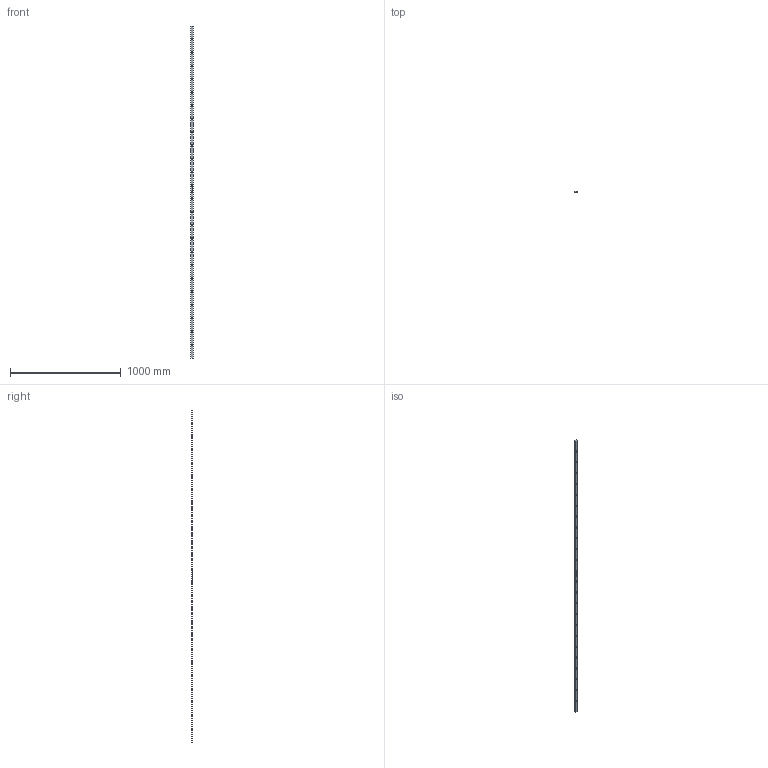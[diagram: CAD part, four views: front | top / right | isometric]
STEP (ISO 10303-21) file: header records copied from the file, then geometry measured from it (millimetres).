
FILE_DESCRIPTION (( 'STEP AP203' ), '1' );
FILE_NAME ('1669-83M.step', '2022-07-04T07:47:24', ( '' ), ( '' ), 'SwSTEP 2.0', 'SolidWorks 2018', '' );
FILE_SCHEMA (( 'CONFIG_CONTROL_DESIGN' ));
Length unit declared in the file: millimetre
Products named in the file (1): 1669-83M
Bounding box: 25 x 8 x 3000 mm (x, y, z)
Volume: 574514.5 mm3; surface area: 199882.1 mm2
Topology: 1 solids, 1 shells, 292 faces, 795 edges, 530 vertices
Faces by surface type: plane 142, bspline 126, cylinder 24
Full cylindrical faces by diameter (mm): 13 x24
Entity records: 14948 total; most frequent: CARTESIAN_POINT 8304, ORIENTED_EDGE 1542, DIRECTION 901, EDGE_CURVE 771, VERTEX_POINT 530, VECTOR 471, LINE 471, EDGE_LOOP 389
